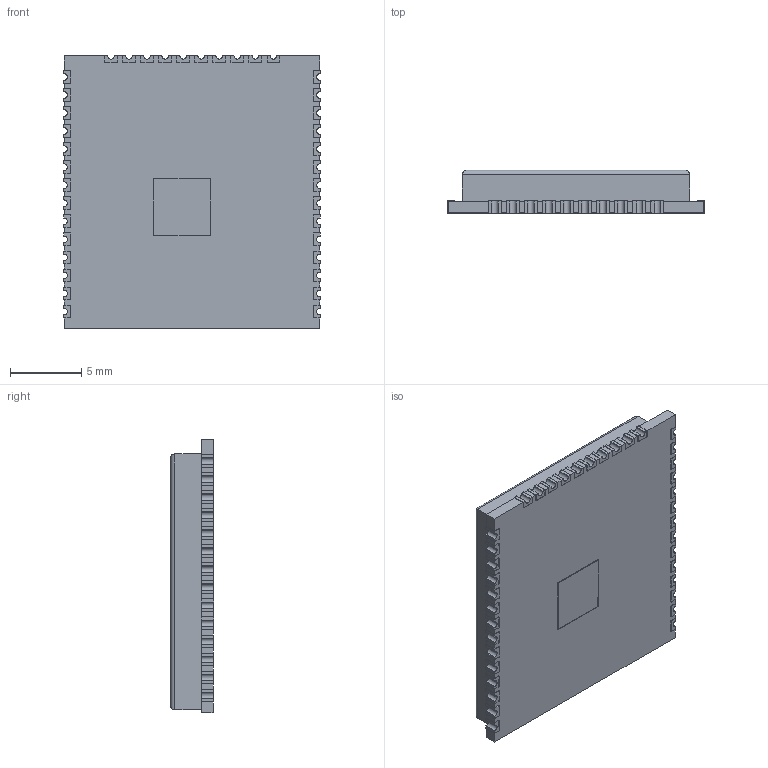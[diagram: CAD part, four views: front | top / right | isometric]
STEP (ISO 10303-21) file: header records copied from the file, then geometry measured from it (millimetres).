
FILE_DESCRIPTION(('STEP AP214'), '1');
FILE_NAME('ESP32-WROOM', '', ('UNSPECIFIED'), ('UNSPECIFIED'), 'ASCON STEP Converter 1.6', 'ASCON Math Kernel', '');
FILE_SCHEMA(('AUTOMOTIVE_DESIGN { 1 0 10303 214 3 1 1}'));
Length unit declared in the file: millimetre
Products named in the file (1): ESP-WROOM-32
Bounding box: 18.07 x 3.04 x 19.25 mm (x, y, z)
Volume: 877.3 mm3; surface area: 916.1 mm2
Topology: 1 solids, 1 shells, 574 faces, 1659 edges, 1088 vertices
Faces by surface type: plane 525, cylinder 47, bspline 2
Full cylindrical faces by diameter (mm): 2 x1
Entity records: 23334 total; most frequent: CARTESIAN_POINT 3587, ORIENTED_EDGE 3312, DIRECTION 2876, EDGE_CURVE 1656, LINE 1566, VECTOR 1566, VERTEX_POINT 1088, AXIS2_PLACEMENT_3D 655
